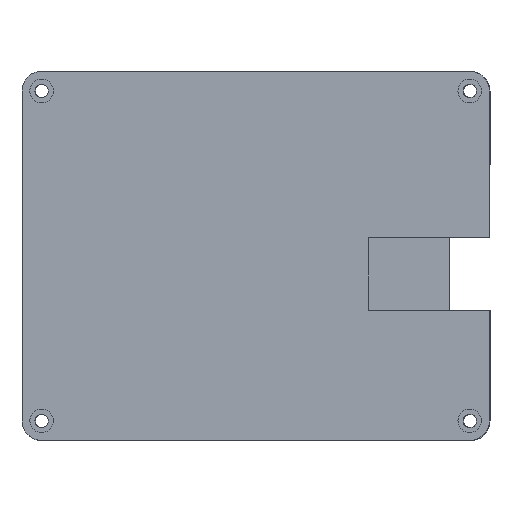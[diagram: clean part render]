
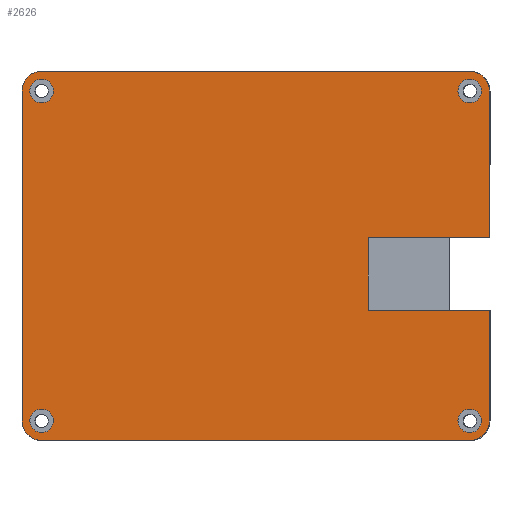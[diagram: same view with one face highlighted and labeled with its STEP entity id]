
A CAD part, front view. The second image highlights one B-rep face of the part: STEP entity #2626.
In plain terms, the highlighted planar face has unit normal (0, -1, 0).
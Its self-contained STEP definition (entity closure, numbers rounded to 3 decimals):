
#147=FACE_BOUND('',#459,.T.);
#148=FACE_BOUND('',#460,.T.);
#149=FACE_BOUND('',#461,.T.);
#150=FACE_BOUND('',#462,.T.);
#193=PLANE('',#2846);
#301=FACE_OUTER_BOUND('',#458,.T.);
#458=EDGE_LOOP('',(#1981,#1982,#1983,#1984,#1985,#1986,#1987,#1988,#1989,
#1990,#1991,#1992));
#459=EDGE_LOOP('',(#1993));
#460=EDGE_LOOP('',(#1994));
#461=EDGE_LOOP('',(#1995));
#462=EDGE_LOOP('',(#1996));
#593=LINE('',#3624,#865);
#598=LINE('',#3634,#870);
#601=LINE('',#3640,#873);
#610=LINE('',#3658,#882);
#628=LINE('',#3711,#900);
#634=LINE('',#3726,#906);
#636=LINE('',#3732,#908);
#640=LINE('',#3740,#912);
#865=VECTOR('',#3023,10.);
#870=VECTOR('',#3030,10.);
#873=VECTOR('',#3035,10.);
#882=VECTOR('',#3048,10.);
#900=VECTOR('',#3094,10.);
#906=VECTOR('',#3110,10.);
#908=VECTOR('',#3118,10.);
#912=VECTOR('',#3128,10.);
#1144=CIRCLE('',#2814,5.);
#1152=CIRCLE('',#2825,5.);
#1153=CIRCLE('',#2827,5.);
#1154=CIRCLE('',#2830,5.);
#1155=CIRCLE('',#2837,3.);
#1156=CIRCLE('',#2839,3.);
#1157=CIRCLE('',#2841,3.);
#1158=CIRCLE('',#2843,3.);
#1193=VERTEX_POINT('',#3621);
#1194=VERTEX_POINT('',#3623);
#1198=VERTEX_POINT('',#3633);
#1200=VERTEX_POINT('',#3639);
#1207=VERTEX_POINT('',#3657);
#1214=VERTEX_POINT('',#3677);
#1228=VERTEX_POINT('',#3710);
#1229=VERTEX_POINT('',#3714);
#1230=VERTEX_POINT('',#3718);
#1231=VERTEX_POINT('',#3720);
#1232=VERTEX_POINT('',#3724);
#1233=VERTEX_POINT('',#3728);
#1235=VERTEX_POINT('',#3744);
#1236=VERTEX_POINT('',#3748);
#1237=VERTEX_POINT('',#3752);
#1238=VERTEX_POINT('',#3756);
#1453=EDGE_CURVE('',#1194,#1193,#593,.T.);
#1458=EDGE_CURVE('',#1198,#1194,#598,.T.);
#1461=EDGE_CURVE('',#1200,#1198,#601,.T.);
#1470=EDGE_CURVE('',#1207,#1200,#610,.T.);
#1480=EDGE_CURVE('',#1207,#1214,#1144,.T.);
#1497=EDGE_CURVE('',#1228,#1214,#628,.T.);
#1499=EDGE_CURVE('',#1228,#1229,#1152,.T.);
#1502=EDGE_CURVE('',#1230,#1231,#1153,.T.);
#1505=EDGE_CURVE('',#1230,#1232,#634,.T.);
#1507=EDGE_CURVE('',#1233,#1232,#1154,.T.);
#1508=EDGE_CURVE('',#1233,#1229,#636,.T.);
#1512=EDGE_CURVE('',#1193,#1231,#640,.T.);
#1515=EDGE_CURVE('',#1235,#1235,#1155,.T.);
#1517=EDGE_CURVE('',#1236,#1236,#1156,.T.);
#1519=EDGE_CURVE('',#1237,#1237,#1157,.T.);
#1521=EDGE_CURVE('',#1238,#1238,#1158,.T.);
#1981=ORIENTED_EDGE('',*,*,#1453,.T.);
#1982=ORIENTED_EDGE('',*,*,#1512,.T.);
#1983=ORIENTED_EDGE('',*,*,#1502,.F.);
#1984=ORIENTED_EDGE('',*,*,#1505,.T.);
#1985=ORIENTED_EDGE('',*,*,#1507,.F.);
#1986=ORIENTED_EDGE('',*,*,#1508,.T.);
#1987=ORIENTED_EDGE('',*,*,#1499,.F.);
#1988=ORIENTED_EDGE('',*,*,#1497,.T.);
#1989=ORIENTED_EDGE('',*,*,#1480,.F.);
#1990=ORIENTED_EDGE('',*,*,#1470,.T.);
#1991=ORIENTED_EDGE('',*,*,#1461,.T.);
#1992=ORIENTED_EDGE('',*,*,#1458,.T.);
#1993=ORIENTED_EDGE('',*,*,#1521,.F.);
#1994=ORIENTED_EDGE('',*,*,#1519,.F.);
#1995=ORIENTED_EDGE('',*,*,#1517,.F.);
#1996=ORIENTED_EDGE('',*,*,#1515,.F.);
#2626=ADVANCED_FACE('',(#301,#147,#148,#149,#150),#193,.F.);
#2814=AXIS2_PLACEMENT_3D('',#3678,#3065,#3066);
#2825=AXIS2_PLACEMENT_3D('',#3715,#3098,#3099);
#2827=AXIS2_PLACEMENT_3D('',#3721,#3104,#3105);
#2830=AXIS2_PLACEMENT_3D('',#3730,#3114,#3115);
#2837=AXIS2_PLACEMENT_3D('',#3746,#3135,#3136);
#2839=AXIS2_PLACEMENT_3D('',#3750,#3140,#3141);
#2841=AXIS2_PLACEMENT_3D('',#3754,#3145,#3146);
#2843=AXIS2_PLACEMENT_3D('',#3758,#3150,#3151);
#2846=AXIS2_PLACEMENT_3D('',#3762,#3157,#3158);
#3023=DIRECTION('',(1.,0.,0.));
#3030=DIRECTION('',(0.,0.,1.));
#3035=DIRECTION('',(-1.,0.,0.));
#3048=DIRECTION('',(0.,0.,1.));
#3065=DIRECTION('center_axis',(0.,1.,0.));
#3066=DIRECTION('ref_axis',(0.707,0.,-0.707));
#3094=DIRECTION('',(1.,0.,0.));
#3098=DIRECTION('center_axis',(0.,1.,0.));
#3099=DIRECTION('ref_axis',(-0.707,0.,-0.707));
#3104=DIRECTION('center_axis',(0.,1.,0.));
#3105=DIRECTION('ref_axis',(0.707,0.,0.707));
#3110=DIRECTION('',(-1.,0.,0.));
#3114=DIRECTION('center_axis',(0.,1.,0.));
#3115=DIRECTION('ref_axis',(-0.707,0.,0.707));
#3118=DIRECTION('',(0.,0.,-1.));
#3128=DIRECTION('',(0.,0.,1.));
#3135=DIRECTION('center_axis',(0.,-1.,0.));
#3136=DIRECTION('ref_axis',(1.,0.,0.));
#3140=DIRECTION('center_axis',(0.,-1.,0.));
#3141=DIRECTION('ref_axis',(1.,0.,0.));
#3145=DIRECTION('center_axis',(0.,-1.,0.));
#3146=DIRECTION('ref_axis',(1.,0.,0.));
#3150=DIRECTION('center_axis',(0.,-1.,0.));
#3151=DIRECTION('ref_axis',(1.,0.,0.));
#3157=DIRECTION('center_axis',(0.,1.,0.));
#3158=DIRECTION('ref_axis',(1.,0.,0.));
#3621=CARTESIAN_POINT('',(5.149,0.,-6.715));
#3623=CARTESIAN_POINT('',(-25.751,0.,-6.715));
#3624=CARTESIAN_POINT('',(-40.051,0.,-6.715));
#3633=CARTESIAN_POINT('',(-25.751,0.,-25.215));
#3634=CARTESIAN_POINT('',(-25.751,0.,-18.294));
#3639=CARTESIAN_POINT('',(5.149,0.,-25.215));
#3640=CARTESIAN_POINT('',(-24.601,0.,-25.215));
#3657=CARTESIAN_POINT('',(5.149,0.,-53.374));
#3658=CARTESIAN_POINT('',(5.149,0.,-58.374));
#3677=CARTESIAN_POINT('',(0.149,0.,-58.374));
#3678=CARTESIAN_POINT('Origin',(0.149,0.,-53.374));
#3710=CARTESIAN_POINT('',(-108.851,0.,-58.374));
#3711=CARTESIAN_POINT('',(-113.851,0.,-58.374));
#3714=CARTESIAN_POINT('',(-113.851,0.,-53.374));
#3715=CARTESIAN_POINT('Origin',(-108.851,0.,-53.374));
#3718=CARTESIAN_POINT('',(0.149,0.,35.626));
#3720=CARTESIAN_POINT('',(5.149,0.,30.626));
#3721=CARTESIAN_POINT('Origin',(0.149,0.,30.626));
#3724=CARTESIAN_POINT('',(-108.851,0.,35.626));
#3726=CARTESIAN_POINT('',(5.149,0.,35.626));
#3728=CARTESIAN_POINT('',(-113.851,0.,30.626));
#3730=CARTESIAN_POINT('Origin',(-108.851,0.,30.626));
#3732=CARTESIAN_POINT('',(-113.851,0.,35.626));
#3740=CARTESIAN_POINT('',(5.149,0.,-58.374));
#3744=CARTESIAN_POINT('',(-2.851,0.,30.626));
#3746=CARTESIAN_POINT('Origin',(0.149,0.,30.626));
#3748=CARTESIAN_POINT('',(-111.851,0.,30.626));
#3750=CARTESIAN_POINT('Origin',(-108.851,0.,30.626));
#3752=CARTESIAN_POINT('',(-2.851,0.,-53.374));
#3754=CARTESIAN_POINT('Origin',(0.149,0.,-53.374));
#3756=CARTESIAN_POINT('',(-111.851,0.,-53.374));
#3758=CARTESIAN_POINT('Origin',(-108.851,0.,-53.374));
#3762=CARTESIAN_POINT('Origin',(-54.351,0.,-11.374));
